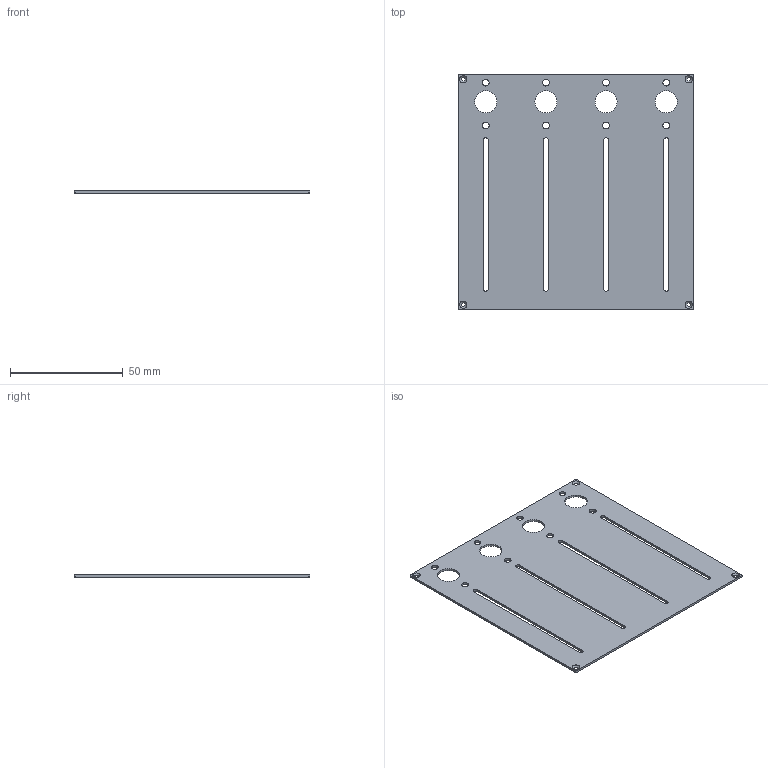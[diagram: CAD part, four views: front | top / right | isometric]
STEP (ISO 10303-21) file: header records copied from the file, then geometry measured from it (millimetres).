
FILE_DESCRIPTION(('FreeCAD Model'),'2;1');
FILE_NAME('Open CASCADE Shape Model','2025-01-30T06:13:10',('FreeCAD'),( 'FreeCAD'),'Open CASCADE STEP processor 7.7','FreeCAD','Unknown');
FILE_SCHEMA(('AUTOMOTIVE_DESIGN { 1 0 10303 214 1 1 1 1 }'));
Length unit declared in the file: millimetre
Products named in the file (1): Open CASCADE STEP translator 7.7 2
Bounding box: 104.35 x 104.35 x 1 mm (x, y, z)
Volume: 9944.1 mm3; surface area: 21090.1 mm2
Topology: 1 solids, 1 shells, 46 faces, 128 edges, 84 vertices
Faces by surface type: cylinder 28, plane 14, cone 4
Full cylindrical faces by diameter (mm): 1.75 x4, 3 x8, 9.8 x4
Entity records: 1590 total; most frequent: DIRECTION 282, CARTESIAN_POINT 259, ORIENTED_EDGE 256, EDGE_CURVE 128, AXIS2_PLACEMENT_3D 107, FACE_BOUND 86, EDGE_LOOP 86, VERTEX_POINT 84
